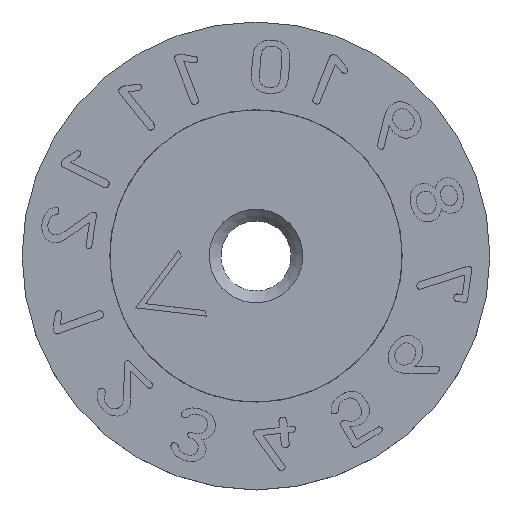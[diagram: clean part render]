
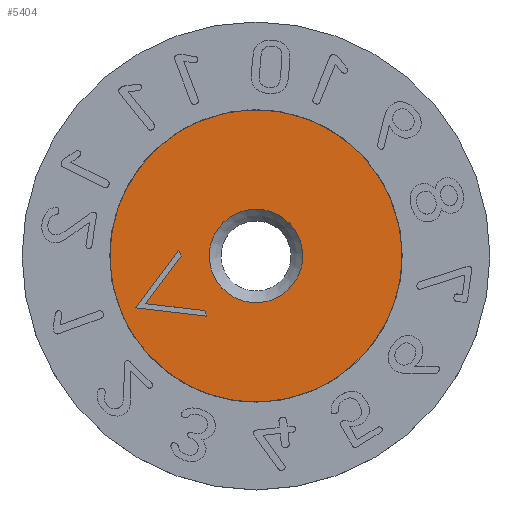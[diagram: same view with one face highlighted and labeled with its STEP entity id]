
A CAD part, top view. The second image highlights one B-rep face of the part: STEP entity #5404.
In plain terms, the highlighted planar face has unit normal (0, 0, 1).
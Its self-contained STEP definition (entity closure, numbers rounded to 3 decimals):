
#46=CIRCLE('',#5583,4.);
#49=CIRCLE('',#5588,12.5);
#76=FACE_BOUND('',#1233,.T.);
#77=FACE_BOUND('',#1234,.T.);
#915=FACE_OUTER_BOUND('',#1232,.T.);
#1232=EDGE_LOOP('',(#4992));
#1233=EDGE_LOOP('',(#4993,#4994,#4995,#4996,#4997,#4998));
#1234=EDGE_LOOP('',(#4999));
#1638=LINE('',#10290,#2057);
#1642=LINE('',#10298,#2061);
#1645=LINE('',#10304,#2064);
#1648=LINE('',#10310,#2067);
#1651=LINE('',#10316,#2070);
#1654=LINE('',#10321,#2073);
#2057=VECTOR('',#6219,10.);
#2061=VECTOR('',#6225,10.);
#2064=VECTOR('',#6230,10.);
#2067=VECTOR('',#6235,10.);
#2070=VECTOR('',#6240,10.);
#2073=VECTOR('',#6245,10.);
#2593=VERTEX_POINT('',#10288);
#2594=VERTEX_POINT('',#10289);
#2597=VERTEX_POINT('',#10297);
#2599=VERTEX_POINT('',#10303);
#2601=VERTEX_POINT('',#10309);
#2603=VERTEX_POINT('',#10315);
#2605=VERTEX_POINT('',#10325);
#2608=VERTEX_POINT('',#10335);
#3383=EDGE_CURVE('',#2593,#2594,#1638,.T.);
#3387=EDGE_CURVE('',#2597,#2593,#1642,.T.);
#3390=EDGE_CURVE('',#2599,#2597,#1645,.T.);
#3393=EDGE_CURVE('',#2601,#2599,#1648,.T.);
#3396=EDGE_CURVE('',#2603,#2601,#1651,.T.);
#3399=EDGE_CURVE('',#2594,#2603,#1654,.T.);
#3401=EDGE_CURVE('',#2605,#2605,#46,.T.);
#3406=EDGE_CURVE('',#2608,#2608,#49,.T.);
#4992=ORIENTED_EDGE('',*,*,#3406,.T.);
#4993=ORIENTED_EDGE('',*,*,#3383,.T.);
#4994=ORIENTED_EDGE('',*,*,#3399,.T.);
#4995=ORIENTED_EDGE('',*,*,#3396,.T.);
#4996=ORIENTED_EDGE('',*,*,#3393,.T.);
#4997=ORIENTED_EDGE('',*,*,#3390,.T.);
#4998=ORIENTED_EDGE('',*,*,#3387,.T.);
#4999=ORIENTED_EDGE('',*,*,#3401,.F.);
#5112=PLANE('',#5587);
#5404=ADVANCED_FACE('',(#915,#76,#77),#5112,.T.);
#5583=AXIS2_PLACEMENT_3D('',#10326,#6251,#6252);
#5587=AXIS2_PLACEMENT_3D('',#10334,#6261,#6262);
#5588=AXIS2_PLACEMENT_3D('',#10336,#6263,#6264);
#6219=DIRECTION('',(-0.866,-0.499,0.));
#6225=DIRECTION('',(-0.001,-1.,0.));
#6230=DIRECTION('',(0.866,0.499,0.));
#6235=DIRECTION('',(-0.866,0.501,0.));
#6240=DIRECTION('',(-0.001,-1.,0.));
#6245=DIRECTION('',(0.866,-0.501,0.));
#6251=DIRECTION('center_axis',(0.,0.,1.));
#6252=DIRECTION('ref_axis',(-1.,0.,0.));
#6261=DIRECTION('center_axis',(0.,0.,1.));
#6262=DIRECTION('ref_axis',(1.,0.,0.));
#6263=DIRECTION('center_axis',(0.,0.,1.));
#6264=DIRECTION('ref_axis',(1.,0.,0.));
#10288=CARTESIAN_POINT('',(-5.887,2.538,4.8));
#10289=CARTESIAN_POINT('',(-10.285,0.002,4.8));
#10290=CARTESIAN_POINT('',(-4.227,3.495,4.8));
#10297=CARTESIAN_POINT('',(-5.887,3.057,4.8));
#10298=CARTESIAN_POINT('',(-5.888,1.53,4.8));
#10303=CARTESIAN_POINT('',(-11.185,0.002,4.8));
#10304=CARTESIAN_POINT('',(-6.989,2.422,4.8));
#10309=CARTESIAN_POINT('',(-5.89,-3.059,4.8));
#10310=CARTESIAN_POINT('',(-4.346,-3.952,4.8));
#10315=CARTESIAN_POINT('',(-5.89,-2.539,4.8));
#10316=CARTESIAN_POINT('',(-5.889,-1.268,4.8));
#10321=CARTESIAN_POINT('',(-6.431,-2.227,4.8));
#10325=CARTESIAN_POINT('',(4.,0.,4.8));
#10326=CARTESIAN_POINT('Origin',(0.,0.,4.8));
#10334=CARTESIAN_POINT('Origin',(0.,0.,4.8));
#10335=CARTESIAN_POINT('',(-12.5,0.,4.8));
#10336=CARTESIAN_POINT('Origin',(0.,0.,4.8));
